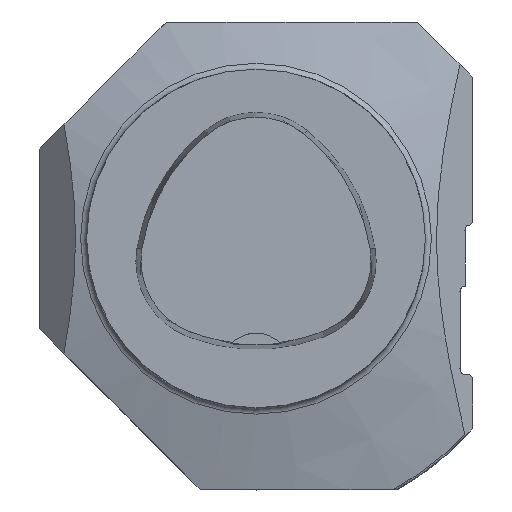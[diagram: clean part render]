
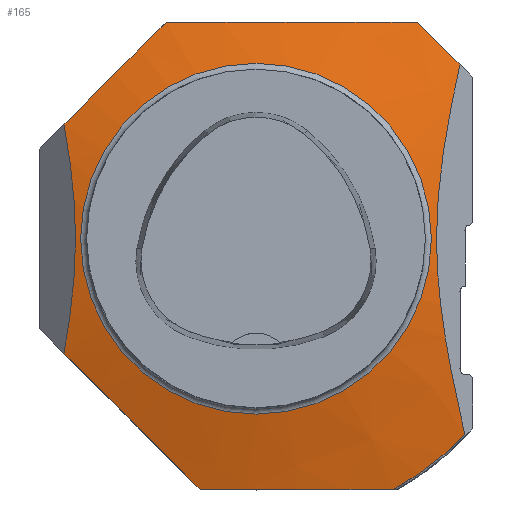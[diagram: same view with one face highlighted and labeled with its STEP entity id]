
A CAD part, top view. The second image highlights one B-rep face of the part: STEP entity #165.
In plain terms, the highlighted conical face has half-angle 75 degrees and reference radius 25.889 mm.
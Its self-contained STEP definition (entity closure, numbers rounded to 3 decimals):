
#143=CONICAL_SURFACE('',#1493,25.889,75.);
#152=B_SPLINE_CURVE_WITH_KNOTS('',3,(#2088,#2089,#2090,#2091,#2092,#2093,
#2094,#2095),.UNSPECIFIED.,.F.,.F.,(4,2,2,4),(0.,0.5,0.75,1.),
 .UNSPECIFIED.);
#153=B_SPLINE_CURVE_WITH_KNOTS('',3,(#2098,#2099,#2100,#2101),
 .UNSPECIFIED.,.F.,.F.,(4,4),(0.,1.),.UNSPECIFIED.);
#154=B_SPLINE_CURVE_WITH_KNOTS('',3,(#2103,#2104,#2105,#2106,#2107,#2108),
 .UNSPECIFIED.,.F.,.F.,(4,2,4),(0.,0.5,1.),.UNSPECIFIED.);
#155=B_SPLINE_CURVE_WITH_KNOTS('',3,(#2110,#2111,#2112,#2113),
 .UNSPECIFIED.,.F.,.F.,(4,4),(0.,1.),.UNSPECIFIED.);
#156=B_SPLINE_CURVE_WITH_KNOTS('',3,(#2115,#2116,#2117,#2118,#2119,#2120,
#2121,#2122),.UNSPECIFIED.,.F.,.F.,(4,2,2,4),(0.,0.5,0.75,1.),
 .UNSPECIFIED.);
#157=B_SPLINE_CURVE_WITH_KNOTS('',3,(#2124,#2125,#2126,#2127,#2128,#2129),
 .UNSPECIFIED.,.F.,.F.,(4,2,4),(0.,0.5,1.),.UNSPECIFIED.);
#158=B_SPLINE_CURVE_WITH_KNOTS('',3,(#2131,#2132,#2133,#2134),
 .UNSPECIFIED.,.F.,.F.,(4,4),(0.,1.),.UNSPECIFIED.);
#165=ADVANCED_FACE('',(#549,#550),#143,.T.);
#549=FACE_BOUND('',#593,.T.);
#550=FACE_BOUND('',#594,.T.);
#593=EDGE_LOOP('',(#711));
#594=EDGE_LOOP('',(#712,#713,#714,#715,#716,#717,#718,#719));
#711=ORIENTED_EDGE('',*,*,#1228,.T.);
#712=ORIENTED_EDGE('',*,*,#1229,.F.);
#713=ORIENTED_EDGE('',*,*,#1230,.F.);
#714=ORIENTED_EDGE('',*,*,#1231,.F.);
#715=ORIENTED_EDGE('',*,*,#1232,.F.);
#716=ORIENTED_EDGE('',*,*,#1233,.T.);
#717=ORIENTED_EDGE('',*,*,#1234,.F.);
#718=ORIENTED_EDGE('',*,*,#1235,.F.);
#719=ORIENTED_EDGE('',*,*,#1236,.T.);
#1095=VERTEX_POINT('',#2087);
#1096=VERTEX_POINT('',#2096);
#1097=VERTEX_POINT('',#2097);
#1098=VERTEX_POINT('',#2102);
#1099=VERTEX_POINT('',#2109);
#1100=VERTEX_POINT('',#2114);
#1101=VERTEX_POINT('',#2123);
#1102=VERTEX_POINT('',#2130);
#1103=VERTEX_POINT('',#2135);
#1228=EDGE_CURVE('',#1095,#1095,#1414,.T.);
#1229=EDGE_CURVE('',#1096,#1097,#152,.T.);
#1230=EDGE_CURVE('',#1098,#1096,#153,.T.);
#1231=EDGE_CURVE('',#1099,#1098,#154,.T.);
#1232=EDGE_CURVE('',#1100,#1099,#155,.T.);
#1233=EDGE_CURVE('',#1100,#1101,#156,.T.);
#1234=EDGE_CURVE('',#1102,#1101,#157,.T.);
#1235=EDGE_CURVE('',#1103,#1102,#158,.T.);
#1236=EDGE_CURVE('',#1103,#1097,#1415,.T.);
#1414=CIRCLE('',#1491,25.889);
#1415=CIRCLE('',#1492,42.204);
#1491=AXIS2_PLACEMENT_3D('',#2086,#1658,#1659);
#1492=AXIS2_PLACEMENT_3D('',#2136,#1660,#1661);
#1493=AXIS2_PLACEMENT_3D('',#2137,#1662,#1663);
#1658=DIRECTION('',(0.,0.,-1.));
#1659=DIRECTION('',(1.,0.,0.));
#1660=DIRECTION('',(0.,0.,1.));
#1661=DIRECTION('',(-1.,0.,0.));
#1662=DIRECTION('',(0.,0.,-1.));
#1663=DIRECTION('',(1.,0.,0.));
#2086=CARTESIAN_POINT('',(0.,0.,-21.438));
#2087=CARTESIAN_POINT('',(25.889,0.,-21.438));
#2088=CARTESIAN_POINT('',(30.118,25.744,-25.118));
#2089=CARTESIAN_POINT('',(28.171,16.84,-23.171));
#2090=CARTESIAN_POINT('',(26.465,7.823,-21.465));
#2091=CARTESIAN_POINT('',(26.749,-6.134,-21.749));
#2092=CARTESIAN_POINT('',(27.315,-10.83,-22.315));
#2093=CARTESIAN_POINT('',(28.843,-19.918,-23.843));
#2094=CARTESIAN_POINT('',(29.796,-24.392,-24.796));
#2095=CARTESIAN_POINT('',(30.81,-28.843,-25.81));
#2096=CARTESIAN_POINT('',(30.118,25.744,-25.118));
#2097=CARTESIAN_POINT('',(30.81,-28.843,-25.81));
#2098=CARTESIAN_POINT('',(23.861,32.,-25.197));
#2099=CARTESIAN_POINT('',(25.947,29.914,-25.083));
#2100=CARTESIAN_POINT('',(28.032,27.829,-25.056));
#2101=CARTESIAN_POINT('',(30.118,25.744,-25.118));
#2102=CARTESIAN_POINT('',(23.861,32.,-25.197));
#2103=CARTESIAN_POINT('',(-13.255,32.,-23.782));
#2104=CARTESIAN_POINT('',(-7.092,32.,-23.15));
#2105=CARTESIAN_POINT('',(-0.915,32.,-22.921));
#2106=CARTESIAN_POINT('',(11.473,32.,-23.462));
#2107=CARTESIAN_POINT('',(17.706,32.,-24.211));
#2108=CARTESIAN_POINT('',(23.861,32.,-25.197));
#2109=CARTESIAN_POINT('',(-13.255,32.,-23.782));
#2110=CARTESIAN_POINT('',(-28.345,16.91,-23.345));
#2111=CARTESIAN_POINT('',(-23.315,21.94,-22.878));
#2112=CARTESIAN_POINT('',(-18.285,26.97,-23.053));
#2113=CARTESIAN_POINT('',(-13.255,32.,-23.782));
#2114=CARTESIAN_POINT('',(-28.345,16.91,-23.345));
#2115=CARTESIAN_POINT('',(-28.345,16.91,-23.345));
#2116=CARTESIAN_POINT('',(-27.365,11.415,-22.365));
#2117=CARTESIAN_POINT('',(-26.651,5.862,-21.651));
#2118=CARTESIAN_POINT('',(-26.633,-2.703,-21.633));
#2119=CARTESIAN_POINT('',(-26.806,-5.62,-21.806));
#2120=CARTESIAN_POINT('',(-27.418,-11.321,-22.418));
#2121=CARTESIAN_POINT('',(-27.849,-14.127,-22.849));
#2122=CARTESIAN_POINT('',(-28.345,-16.91,-23.345));
#2123=CARTESIAN_POINT('',(-28.345,-16.91,-23.345));
#2124=CARTESIAN_POINT('',(-8.255,-37.,-24.659));
#2125=CARTESIAN_POINT('',(-11.595,-33.66,-23.981));
#2126=CARTESIAN_POINT('',(-14.938,-30.317,-23.471));
#2127=CARTESIAN_POINT('',(-21.634,-23.621,-22.993));
#2128=CARTESIAN_POINT('',(-24.987,-20.268,-23.033));
#2129=CARTESIAN_POINT('',(-28.345,-16.91,-23.345));
#2130=CARTESIAN_POINT('',(-8.255,-37.,-24.659));
#2131=CARTESIAN_POINT('',(20.301,-37.,-25.81));
#2132=CARTESIAN_POINT('',(10.808,-37.,-24.586));
#2133=CARTESIAN_POINT('',(1.293,-37.,-24.102));
#2134=CARTESIAN_POINT('',(-8.255,-37.,-24.659));
#2135=CARTESIAN_POINT('',(20.301,-37.,-25.81));
#2136=CARTESIAN_POINT('',(0.,0.,-25.81));
#2137=CARTESIAN_POINT('',(0.,0.,-21.438));
